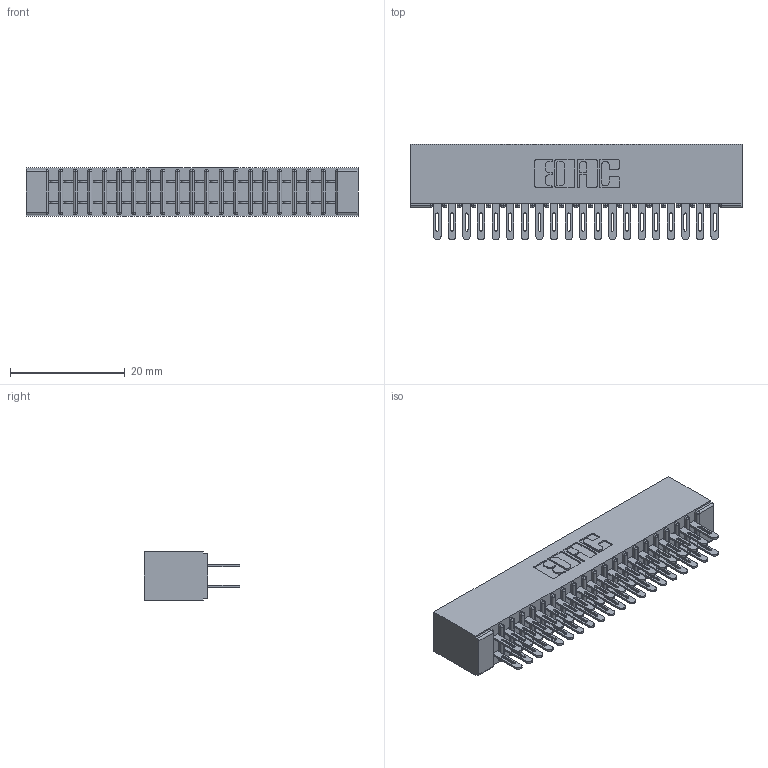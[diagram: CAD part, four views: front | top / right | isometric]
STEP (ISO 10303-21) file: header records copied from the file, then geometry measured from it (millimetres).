
FILE_DESCRIPTION (( 'STEP AP203' ), '1' );
FILE_NAME ('341-040-500-201.STEP', '2018-08-07T00:08:16', ( '' ), ( '' ), 'SwSTEP 2.0', 'SolidWorks 2016', '' );
FILE_SCHEMA (( 'CONFIG_CONTROL_DESIGN' ));
Length unit declared in the file: inch
Products named in the file (3): 341-040-500-201; 341 Part_No Mounting Lugs; 341-292-001_341-292-100
Assembly tree (41 placements, depth 2):
  341-040-500-201
    341 Part_No Mounting Lugs
    341-292-001_341-292-100  x40
Bounding box: 57.78 x 16.69 x 8.38 mm (x, y, z)
Volume: 3475.7 mm3; surface area: 8109.7 mm2
Topology: 41 solids, 41 shells, 2748 faces, 7952 edges, 5150 vertices
Faces by surface type: plane 1584, cylinder 1084, sphere 42, torus 38
Entity records: 26865 total; most frequent: CARTESIAN_POINT 4464, ORIENTED_EDGE 4432, DIRECTION 4350, EDGE_CURVE 2216, LINE 1766, VECTOR 1766, VERTEX_POINT 1406, AXIS2_PLACEMENT_3D 1292
